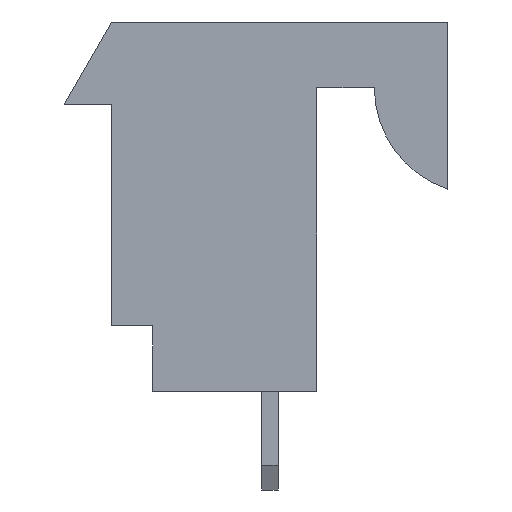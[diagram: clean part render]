
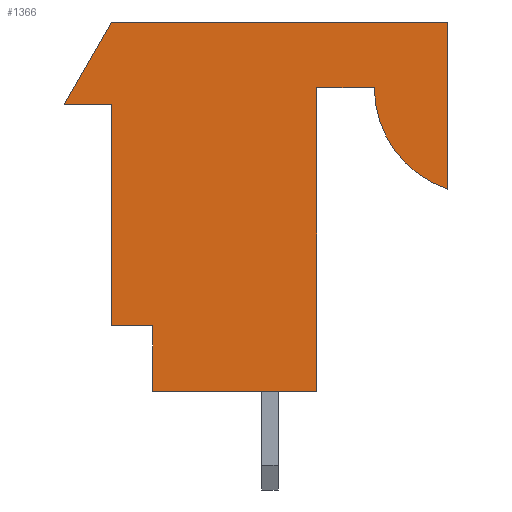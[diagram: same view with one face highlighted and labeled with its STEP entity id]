
A CAD part, left-side view. The second image highlights one B-rep face of the part: STEP entity #1366.
In plain terms, the highlighted planar face has unit normal (-1, 0, 0).
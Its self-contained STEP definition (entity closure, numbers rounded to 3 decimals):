
#1=DIRECTION('',(0.,0.,1.));
#2=VECTOR('',#1,6.86);
#3=CARTESIAN_POINT('',(-3.91,10.41,-9.4));
#4=LINE('',#3,#2);
#5=DIRECTION('',(0.,-1.,0.));
#6=VECTOR('',#5,1.47);
#7=CARTESIAN_POINT('',(-3.91,11.88,-2.54));
#8=LINE('',#7,#6);
#9=DIRECTION('',(0.,0.501,-0.866));
#10=VECTOR('',#9,2.935);
#11=CARTESIAN_POINT('',(-3.91,10.41,0.));
#12=LINE('',#11,#10);
#13=DIRECTION('',(0.,-1.,0.));
#14=VECTOR('',#13,10.41);
#15=CARTESIAN_POINT('',(-3.91,10.41,0.));
#16=LINE('',#15,#14);
#17=DIRECTION('',(0.,0.,-1.));
#18=VECTOR('',#17,5.168);
#19=CARTESIAN_POINT('',(-3.91,0.,0.));
#20=LINE('',#19,#18);
#21=CARTESIAN_POINT('',(-3.91,-1.02,-2.03));
#22=DIRECTION('',(1.,0.,0.));
#23=DIRECTION('',(0.,0.309,-0.951));
#24=AXIS2_PLACEMENT_3D('',#21,#22,#23);
#26=DIRECTION('',(0.,1.,0.));
#27=VECTOR('',#26,1.78);
#28=CARTESIAN_POINT('',(-3.91,2.28,-2.03));
#29=LINE('',#28,#27);
#30=DIRECTION('',(0.,0.,-1.));
#31=VECTOR('',#30,9.4);
#32=CARTESIAN_POINT('',(-3.91,4.06,-2.03));
#33=LINE('',#32,#31);
#34=DIRECTION('',(0.,1.,0.));
#35=VECTOR('',#34,5.08);
#36=CARTESIAN_POINT('',(-3.91,4.06,-11.43));
#37=LINE('',#36,#35);
#38=DIRECTION('',(0.,0.,1.));
#39=VECTOR('',#38,2.03);
#40=CARTESIAN_POINT('',(-3.91,9.14,-11.43));
#41=LINE('',#40,#39);
#42=DIRECTION('',(0.,1.,0.));
#43=VECTOR('',#42,1.27);
#44=CARTESIAN_POINT('',(-3.91,9.14,-9.4));
#45=LINE('',#44,#43);
#1009=CARTESIAN_POINT('',(-3.91,0.,0.));
#1010=CARTESIAN_POINT('',(-3.91,0.,-5.168));
#1011=VERTEX_POINT('',#1009);
#1012=VERTEX_POINT('',#1010);
#1013=CARTESIAN_POINT('',(-3.91,2.28,-2.03));
#1014=CARTESIAN_POINT('',(-3.91,4.06,-2.03));
#1015=VERTEX_POINT('',#1013);
#1016=VERTEX_POINT('',#1014);
#1017=CARTESIAN_POINT('',(-3.91,4.06,-11.43));
#1018=VERTEX_POINT('',#1017);
#1019=CARTESIAN_POINT('',(-3.91,9.14,-11.43));
#1020=VERTEX_POINT('',#1019);
#1021=CARTESIAN_POINT('',(-3.91,9.14,-9.4));
#1022=VERTEX_POINT('',#1021);
#1023=CARTESIAN_POINT('',(-3.91,10.41,-9.4));
#1024=VERTEX_POINT('',#1023);
#1185=CARTESIAN_POINT('',(-3.91,10.41,-2.54));
#1186=VERTEX_POINT('',#1185);
#1187=CARTESIAN_POINT('',(-3.91,10.41,0.));
#1188=VERTEX_POINT('',#1187);
#1195=CARTESIAN_POINT('',(-3.91,11.88,-2.54));
#1196=VERTEX_POINT('',#1195);
#1337=CARTESIAN_POINT('',(-3.91,0.,0.));
#1338=DIRECTION('',(1.,0.,0.));
#1339=DIRECTION('',(0.,0.,-1.));
#1340=AXIS2_PLACEMENT_3D('',#1337,#1338,#1339);
#1341=PLANE('',#1340);
#1343=ORIENTED_EDGE('',*,*,#1342,.T.);
#1345=ORIENTED_EDGE('',*,*,#1344,.F.);
#1347=ORIENTED_EDGE('',*,*,#1346,.F.);
#1349=ORIENTED_EDGE('',*,*,#1348,.T.);
#1351=ORIENTED_EDGE('',*,*,#1350,.T.);
#1353=ORIENTED_EDGE('',*,*,#1352,.T.);
#1355=ORIENTED_EDGE('',*,*,#1354,.T.);
#1357=ORIENTED_EDGE('',*,*,#1356,.T.);
#1359=ORIENTED_EDGE('',*,*,#1358,.T.);
#1361=ORIENTED_EDGE('',*,*,#1360,.T.);
#1363=ORIENTED_EDGE('',*,*,#1362,.T.);
#1364=EDGE_LOOP('',(#1343,#1345,#1347,#1349,#1351,#1353,#1355,#1357,#1359,#1361,
#1363));
#1365=FACE_OUTER_BOUND('',#1364,.F.);
#1366=ADVANCED_FACE('',(#1365),#1341,.F.);
#25=CIRCLE('',#24,3.3);
#1342=EDGE_CURVE('',#1024,#1186,#4,.T.);
#1344=EDGE_CURVE('',#1196,#1186,#8,.T.);
#1346=EDGE_CURVE('',#1188,#1196,#12,.T.);
#1348=EDGE_CURVE('',#1188,#1011,#16,.T.);
#1350=EDGE_CURVE('',#1011,#1012,#20,.T.);
#1352=EDGE_CURVE('',#1012,#1015,#25,.T.);
#1354=EDGE_CURVE('',#1015,#1016,#29,.T.);
#1356=EDGE_CURVE('',#1016,#1018,#33,.T.);
#1358=EDGE_CURVE('',#1018,#1020,#37,.T.);
#1360=EDGE_CURVE('',#1020,#1022,#41,.T.);
#1362=EDGE_CURVE('',#1022,#1024,#45,.T.);
